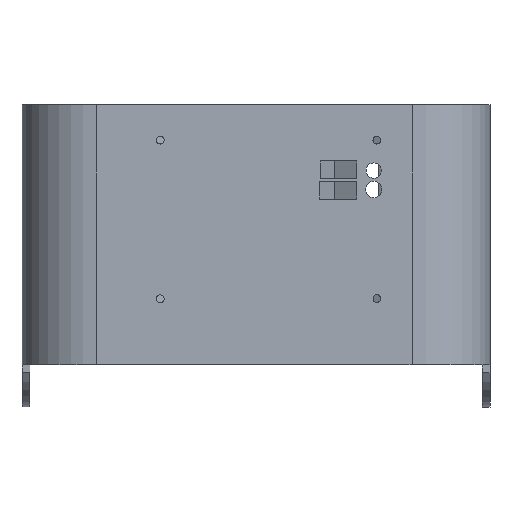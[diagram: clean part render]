
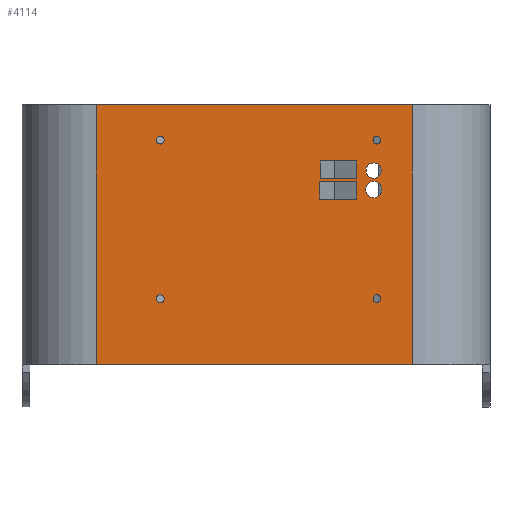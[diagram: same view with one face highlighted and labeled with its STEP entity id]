
A CAD part, left-side view. The second image highlights one B-rep face of the part: STEP entity #4114.
In plain terms, the highlighted planar face has unit normal (-1, 0, 0).
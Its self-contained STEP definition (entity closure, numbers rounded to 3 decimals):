
#179=FACE_BOUND('',#826,.T.);
#180=FACE_BOUND('',#827,.T.);
#181=FACE_BOUND('',#828,.T.);
#182=FACE_BOUND('',#829,.T.);
#183=FACE_BOUND('',#830,.T.);
#184=FACE_BOUND('',#831,.T.);
#185=FACE_BOUND('',#832,.T.);
#186=FACE_BOUND('',#833,.T.);
#276=PLANE('',#4525);
#469=FACE_OUTER_BOUND('',#825,.T.);
#825=EDGE_LOOP('',(#3800,#3801,#3802,#3803));
#826=EDGE_LOOP('',(#3804));
#827=EDGE_LOOP('',(#3805,#3806,#3807,#3808));
#828=EDGE_LOOP('',(#3809));
#829=EDGE_LOOP('',(#3810));
#830=EDGE_LOOP('',(#3811));
#831=EDGE_LOOP('',(#3812,#3813,#3814,#3815));
#832=EDGE_LOOP('',(#3816));
#833=EDGE_LOOP('',(#3817));
#929=LINE('',#6007,#1286);
#950=LINE('',#6084,#1307);
#1084=LINE('',#6493,#1441);
#1088=LINE('',#6501,#1445);
#1091=LINE('',#6507,#1448);
#1094=LINE('',#6512,#1451);
#1099=LINE('',#6535,#1456);
#1103=LINE('',#6543,#1460);
#1106=LINE('',#6549,#1463);
#1109=LINE('',#6554,#1466);
#1190=LINE('',#6815,#1547);
#1191=LINE('',#6817,#1548);
#1286=VECTOR('',#4791,10.);
#1307=VECTOR('',#4874,10.);
#1441=VECTOR('',#5312,10.);
#1445=VECTOR('',#5318,10.);
#1448=VECTOR('',#5323,10.);
#1451=VECTOR('',#5328,10.);
#1456=VECTOR('',#5353,10.);
#1460=VECTOR('',#5359,10.);
#1463=VECTOR('',#5364,10.);
#1466=VECTOR('',#5369,10.);
#1547=VECTOR('',#5674,10.);
#1548=VECTOR('',#5677,10.);
#1697=CIRCLE('',#4394,1.5);
#1699=CIRCLE('',#4401,2.938);
#1701=CIRCLE('',#4404,1.5);
#1703=CIRCLE('',#4407,1.5);
#1705=CIRCLE('',#4414,3.143);
#1707=CIRCLE('',#4417,1.5);
#1892=VERTEX_POINT('',#6004);
#1893=VERTEX_POINT('',#6006);
#1917=VERTEX_POINT('',#6081);
#1918=VERTEX_POINT('',#6083);
#2038=VERTEX_POINT('',#6485);
#2040=VERTEX_POINT('',#6491);
#2041=VERTEX_POINT('',#6492);
#2044=VERTEX_POINT('',#6500);
#2046=VERTEX_POINT('',#6506);
#2048=VERTEX_POINT('',#6515);
#2050=VERTEX_POINT('',#6521);
#2052=VERTEX_POINT('',#6527);
#2054=VERTEX_POINT('',#6533);
#2055=VERTEX_POINT('',#6534);
#2058=VERTEX_POINT('',#6542);
#2060=VERTEX_POINT('',#6548);
#2062=VERTEX_POINT('',#6557);
#2064=VERTEX_POINT('',#6563);
#2288=EDGE_CURVE('',#1893,#1892,#929,.T.);
#2327=EDGE_CURVE('',#1917,#1918,#950,.T.);
#2528=EDGE_CURVE('',#2038,#2038,#1697,.T.);
#2531=EDGE_CURVE('',#2040,#2041,#1084,.T.);
#2535=EDGE_CURVE('',#2044,#2040,#1088,.T.);
#2538=EDGE_CURVE('',#2046,#2044,#1091,.T.);
#2541=EDGE_CURVE('',#2041,#2046,#1094,.T.);
#2543=EDGE_CURVE('',#2048,#2048,#1699,.T.);
#2546=EDGE_CURVE('',#2050,#2050,#1701,.T.);
#2549=EDGE_CURVE('',#2052,#2052,#1703,.T.);
#2552=EDGE_CURVE('',#2054,#2055,#1099,.T.);
#2556=EDGE_CURVE('',#2058,#2054,#1103,.T.);
#2559=EDGE_CURVE('',#2060,#2058,#1106,.T.);
#2562=EDGE_CURVE('',#2055,#2060,#1109,.T.);
#2564=EDGE_CURVE('',#2062,#2062,#1705,.T.);
#2567=EDGE_CURVE('',#2064,#2064,#1707,.T.);
#2692=EDGE_CURVE('',#1892,#1918,#1190,.T.);
#2693=EDGE_CURVE('',#1893,#1917,#1191,.T.);
#3800=ORIENTED_EDGE('',*,*,#2288,.T.);
#3801=ORIENTED_EDGE('',*,*,#2692,.T.);
#3802=ORIENTED_EDGE('',*,*,#2327,.F.);
#3803=ORIENTED_EDGE('',*,*,#2693,.F.);
#3804=ORIENTED_EDGE('',*,*,#2528,.T.);
#3805=ORIENTED_EDGE('',*,*,#2531,.T.);
#3806=ORIENTED_EDGE('',*,*,#2541,.T.);
#3807=ORIENTED_EDGE('',*,*,#2538,.T.);
#3808=ORIENTED_EDGE('',*,*,#2535,.T.);
#3809=ORIENTED_EDGE('',*,*,#2543,.T.);
#3810=ORIENTED_EDGE('',*,*,#2546,.T.);
#3811=ORIENTED_EDGE('',*,*,#2549,.T.);
#3812=ORIENTED_EDGE('',*,*,#2552,.T.);
#3813=ORIENTED_EDGE('',*,*,#2562,.T.);
#3814=ORIENTED_EDGE('',*,*,#2559,.T.);
#3815=ORIENTED_EDGE('',*,*,#2556,.T.);
#3816=ORIENTED_EDGE('',*,*,#2564,.T.);
#3817=ORIENTED_EDGE('',*,*,#2567,.T.);
#4114=ADVANCED_FACE('',(#469,#179,#180,#181,#182,#183,#184,#185,#186),#276,
 .T.);
#4394=AXIS2_PLACEMENT_3D('',#6486,#5305,#5306);
#4401=AXIS2_PLACEMENT_3D('',#6516,#5332,#5333);
#4404=AXIS2_PLACEMENT_3D('',#6522,#5339,#5340);
#4407=AXIS2_PLACEMENT_3D('',#6528,#5346,#5347);
#4414=AXIS2_PLACEMENT_3D('',#6558,#5373,#5374);
#4417=AXIS2_PLACEMENT_3D('',#6564,#5380,#5381);
#4525=AXIS2_PLACEMENT_3D('',#6816,#5675,#5676);
#4791=DIRECTION('',(0.,-1.,0.));
#4874=DIRECTION('',(0.,-1.,0.));
#5305=DIRECTION('center_axis',(1.,0.,0.));
#5306=DIRECTION('ref_axis',(0.,-1.,0.));
#5312=DIRECTION('',(0.,0.,-1.));
#5318=DIRECTION('',(0.,-1.,0.));
#5323=DIRECTION('',(0.,0.,1.));
#5328=DIRECTION('',(0.,1.,0.));
#5332=DIRECTION('center_axis',(1.,0.,0.));
#5333=DIRECTION('ref_axis',(0.,-1.,0.));
#5339=DIRECTION('center_axis',(1.,0.,0.));
#5340=DIRECTION('ref_axis',(0.,-1.,0.));
#5346=DIRECTION('center_axis',(1.,0.,0.));
#5347=DIRECTION('ref_axis',(0.,-1.,0.));
#5353=DIRECTION('',(0.,0.,-1.));
#5359=DIRECTION('',(0.,-1.,0.));
#5364=DIRECTION('',(0.,0.,1.));
#5369=DIRECTION('',(0.,1.,0.));
#5373=DIRECTION('center_axis',(1.,0.,0.));
#5374=DIRECTION('ref_axis',(0.,-1.,0.));
#5380=DIRECTION('center_axis',(1.,0.,0.));
#5381=DIRECTION('ref_axis',(0.,-1.,0.));
#5674=DIRECTION('',(0.,0.,1.));
#5675=DIRECTION('center_axis',(-1.,0.,0.));
#5676=DIRECTION('ref_axis',(0.,-1.,0.));
#5677=DIRECTION('',(0.,0.,1.));
#6004=CARTESIAN_POINT('',(-129.933,-60.01,3.));
#6006=CARTESIAN_POINT('',(-129.933,61.384,3.));
#6007=CARTESIAN_POINT('',(-129.933,61.997,3.));
#6081=CARTESIAN_POINT('',(-129.933,61.384,103.));
#6083=CARTESIAN_POINT('',(-129.933,-60.01,103.));
#6084=CARTESIAN_POINT('',(-129.933,61.997,103.));
#6485=CARTESIAN_POINT('',(-129.933,38.312,89.398));
#6486=CARTESIAN_POINT('Origin',(-129.933,36.812,89.398));
#6491=CARTESIAN_POINT('',(-129.933,-38.841,73.445));
#6492=CARTESIAN_POINT('',(-129.933,-38.841,66.723));
#6493=CARTESIAN_POINT('',(-129.933,-38.841,38.223));
#6500=CARTESIAN_POINT('',(-129.933,-24.602,73.445));
#6501=CARTESIAN_POINT('',(-129.933,18.391,73.445));
#6506=CARTESIAN_POINT('',(-129.933,-24.602,66.723));
#6507=CARTESIAN_POINT('',(-129.933,-24.602,34.861));
#6512=CARTESIAN_POINT('',(-129.933,11.271,66.723));
#6515=CARTESIAN_POINT('',(-129.933,-42.376,77.689));
#6516=CARTESIAN_POINT('Origin',(-129.933,-45.313,77.689));
#6521=CARTESIAN_POINT('',(-129.933,38.3,28.4));
#6522=CARTESIAN_POINT('Origin',(-129.933,36.8,28.4));
#6527=CARTESIAN_POINT('',(-129.933,-45.,89.4));
#6528=CARTESIAN_POINT('Origin',(-129.933,-46.5,89.4));
#6533=CARTESIAN_POINT('',(-129.933,-38.841,81.38));
#6534=CARTESIAN_POINT('',(-129.933,-38.841,74.581));
#6535=CARTESIAN_POINT('',(-129.933,-38.841,42.19));
#6542=CARTESIAN_POINT('',(-129.933,-24.629,81.38));
#6543=CARTESIAN_POINT('',(-129.933,18.377,81.38));
#6548=CARTESIAN_POINT('',(-129.933,-24.629,74.581));
#6549=CARTESIAN_POINT('',(-129.933,-24.629,38.791));
#6554=CARTESIAN_POINT('',(-129.933,11.271,74.581));
#6557=CARTESIAN_POINT('',(-129.933,-42.17,70.372));
#6558=CARTESIAN_POINT('Origin',(-129.933,-45.313,70.372));
#6563=CARTESIAN_POINT('',(-129.933,-45.024,28.438));
#6564=CARTESIAN_POINT('Origin',(-129.933,-46.524,28.438));
#6815=CARTESIAN_POINT('',(-129.933,-60.01,3.));
#6816=CARTESIAN_POINT('Origin',(-129.933,61.384,3.));
#6817=CARTESIAN_POINT('',(-129.933,61.384,3.));
